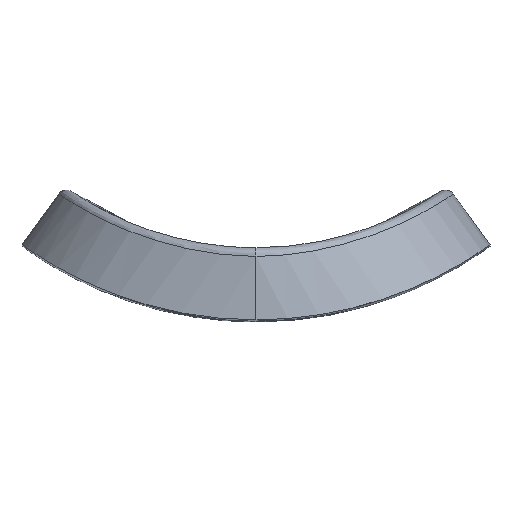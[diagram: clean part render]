
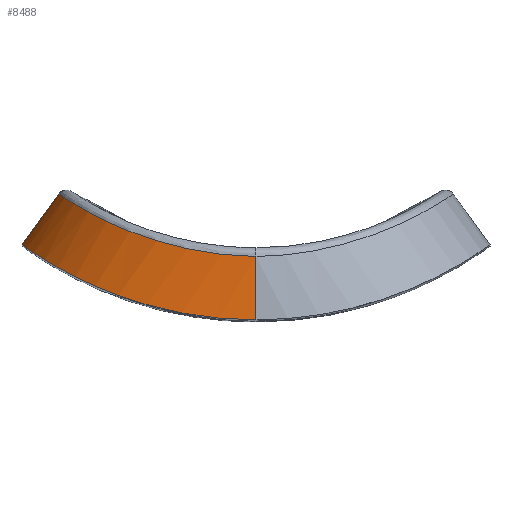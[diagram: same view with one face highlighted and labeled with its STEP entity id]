
A CAD part, top view. The second image highlights one B-rep face of the part: STEP entity #8488.
In plain terms, the highlighted cylindrical face has radius 12 mm (diameter 24 mm), a partial arc.
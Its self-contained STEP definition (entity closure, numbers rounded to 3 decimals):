
#17 = CARTESIAN_POINT ( 'NONE',  ( -10.127, 6.471, 20.738 ) ) ;
#360 = CARTESIAN_POINT ( 'NONE',  ( -11.645, 3.617, 23.226 ) ) ;
#377 = CARTESIAN_POINT ( 'NONE',  ( -6.999, 4.75, 28.546 ) ) ;
#402 = CARTESIAN_POINT ( 'NONE',  ( -4.02, 0.393, 31.487 ) ) ;
#441 = CARTESIAN_POINT ( 'NONE',  ( -7.556, 1.437, 29.774 ) ) ;
#529 = EDGE_CURVE ( 'NONE', #6330, #2103, #12506, .T. ) ;
#556 = B_SPLINE_CURVE_WITH_KNOTS ( 'NONE', 3,
 ( #5312, #4446, #5361, #3434, #11446, #402, #10444, #5441, #10409, #10316, #441, #3351, #8470, #10481, #4486, #12371, #5485, #6401, #7492, #9307, #6329, #360, #2447, #7362, #1366, #4404 ),
 .UNSPECIFIED., .F., .F.,
 ( 4, 2, 2, 2, 2, 2, 2, 2, 2, 2, 2, 2, 4 ),
 ( 0., 0.002, 0.004, 0.005, 0.007, 0.009, 0.01, 0.011, 0.012, 0.015, 0.016, 0.017, 0.02 ),
 .UNSPECIFIED. ) ;
#638 = CYLINDRICAL_SURFACE ( 'NONE', #5624, 12. ) ;
#1017 = DIRECTION ( 'NONE',  ( -0.812, 0.584, 0. ) ) ;
#1345 = CARTESIAN_POINT ( 'NONE',  ( -3.524, 3.637, 30.938 ) ) ;
#1366 = CARTESIAN_POINT ( 'NONE',  ( -12., 3.868, 20.825 ) ) ;
#1503 = CARTESIAN_POINT ( 'NONE',  ( -4.477, 3.876, 30.456 ) ) ;
#1531 = VERTEX_POINT ( 'NONE', #3983 ) ;
#2103 = VERTEX_POINT ( 'NONE', #2750 ) ;
#2143 = CARTESIAN_POINT ( 'NONE',  ( -10.127, 6.471, 20. ) ) ;
#2335 = CARTESIAN_POINT ( 'NONE',  ( -7.67, 5.06, 27.735 ) ) ;
#2447 = CARTESIAN_POINT ( 'NONE',  ( -11.729, 3.676, 22.831 ) ) ;
#2462 = CARTESIAN_POINT ( 'NONE',  ( 0., 3.246, 31.849 ) ) ;
#2504 = FACE_OUTER_BOUND ( 'NONE', #8838, .T. ) ;
#2750 = CARTESIAN_POINT ( 'NONE',  ( -10.127, 6.471, 20. ) ) ;
#3123 = EDGE_CURVE ( 'NONE', #1531, #2103, #5776, .T. ) ;
#3351 = CARTESIAN_POINT ( 'NONE',  ( -8.164, 1.688, 29.284 ) ) ;
#3370 = CARTESIAN_POINT ( 'NONE',  ( -8.276, 5.363, 26.863 ) ) ;
#3434 = CARTESIAN_POINT ( 'NONE',  ( -2.837, 0.193, 31.76 ) ) ;
#3451 = CARTESIAN_POINT ( 'NONE',  ( -0.366, 3.252, 31.801 ) ) ;
#3540 = CARTESIAN_POINT ( 'NONE',  ( -6.502, 4.542, 29.034 ) ) ;
#3929 = CARTESIAN_POINT ( 'NONE',  ( 0., 2.172, 31.95 ) ) ;
#3936 = CARTESIAN_POINT ( 'NONE',  ( 9.742, 13.543, 20. ) ) ;
#3983 = CARTESIAN_POINT ( 'NONE',  ( 0., 3.246, 31.849 ) ) ;
#4404 = CARTESIAN_POINT ( 'NONE',  ( -12., 3.868, 20. ) ) ;
#4446 = CARTESIAN_POINT ( 'NONE',  ( -0.824, 0., 32. ) ) ;
#4486 = CARTESIAN_POINT ( 'NONE',  ( -9.248, 2.197, 28.179 ) ) ;
#4640 = VECTOR ( 'NONE', #5071, 1000. ) ;
#4848 = CARTESIAN_POINT ( 'NONE',  ( -9.906, 6.323, 22.538 ) ) ;
#5071 = DIRECTION ( 'NONE',  ( 0.584, 0.812, 0. ) ) ;
#5155 = CARTESIAN_POINT ( 'NONE',  ( -9.839, 6.871, 20. ) ) ;
#5312 = CARTESIAN_POINT ( 'NONE',  ( 0., 0., 32. ) ) ;
#5361 = CARTESIAN_POINT ( 'NONE',  ( -1.637, 0.049, 31.944 ) ) ;
#5377 = CARTESIAN_POINT ( 'NONE',  ( -8.458, 5.46, 26.561 ) ) ;
#5441 = CARTESIAN_POINT ( 'NONE',  ( -5.533, 0.744, 30.969 ) ) ;
#5485 = CARTESIAN_POINT ( 'NONE',  ( -9.953, 2.569, 27.238 ) ) ;
#5502 = CARTESIAN_POINT ( 'NONE',  ( -5.389, 4.147, 29.896 ) ) ;
#5624 = AXIS2_PLACEMENT_3D ( 'NONE', #3936, #8917, #1017 ) ;
#5776 = B_SPLINE_CURVE_WITH_KNOTS ( 'NONE', 3,
 ( #2462, #3451, #11465, #12437, #6463, #11543, #1345, #1503, #8371, #5502, #9550, #3540, #377, #2335, #9369, #3370, #5377, #12388, #6381, #7381, #10888, #9972, #4848, #6862, #17, #2143 ),
 .UNSPECIFIED., .F., .F.,
 ( 4, 2, 2, 2, 2, 2, 2, 2, 2, 2, 2, 2, 4 ),
 ( 0., 0.001, 0.002, 0.004, 0.006, 0.007, 0.009, 0.01, 0.011, 0.013, 0.014, 0.015, 0.018 ),
 .UNSPECIFIED. ) ;
#5913 = ORIENTED_EDGE ( 'NONE', *, *, #12005, .T. ) ;
#6329 = CARTESIAN_POINT ( 'NONE',  ( -11.44, 3.478, 24.008 ) ) ;
#6330 = VERTEX_POINT ( 'NONE', #12549 ) ;
#6381 = CARTESIAN_POINT ( 'NONE',  ( -9.236, 5.901, 24.978 ) ) ;
#6401 = CARTESIAN_POINT ( 'NONE',  ( -10.57, 2.921, 26.234 ) ) ;
#6463 = CARTESIAN_POINT ( 'NONE',  ( -1.805, 3.362, 31.504 ) ) ;
#6862 = CARTESIAN_POINT ( 'NONE',  ( -10.071, 6.433, 21.465 ) ) ;
#7233 = CARTESIAN_POINT ( 'NONE',  ( 0., 0., 32. ) ) ;
#7362 = CARTESIAN_POINT ( 'NONE',  ( -11.932, 3.818, 21.636 ) ) ;
#7381 = CARTESIAN_POINT ( 'NONE',  ( -9.572, 6.108, 23.949 ) ) ;
#7492 = CARTESIAN_POINT ( 'NONE',  ( -10.909, 3.132, 25.523 ) ) ;
#8371 = CARTESIAN_POINT ( 'NONE',  ( -4.787, 3.963, 30.28 ) ) ;
#8470 = CARTESIAN_POINT ( 'NONE',  ( -8.451, 1.816, 29.024 ) ) ;
#8488 = ADVANCED_FACE ( 'NONE', ( #2504 ), #638, .T. ) ;
#8838 = EDGE_LOOP ( 'NONE', ( #5913, #9205, #11792, #12039 ) ) ;
#8917 = DIRECTION ( 'NONE',  ( 0.584, 0.812, 0. ) ) ;
#8933 = VERTEX_POINT ( 'NONE', #7233 ) ;
#8957 = CARTESIAN_POINT ( 'NONE',  ( 0., 3.246, 31.849 ) ) ;
#8966 =( BOUNDED_CURVE ( )  B_SPLINE_CURVE ( 3, ( #9639, #11757, #3929, #8957 ),
 .UNSPECIFIED., .F., .F. ) 
 B_SPLINE_CURVE_WITH_KNOTS ( ( 4, 4 ),
 ( 4.712, 4.871 ),
 .UNSPECIFIED. ) 
 CURVE ( )  GEOMETRIC_REPRESENTATION_ITEM ( )  RATIONAL_B_SPLINE_CURVE ( ( 1., 0.998, 0.998, 1. ) ) 
 REPRESENTATION_ITEM ( '' )  );
#9002 = EDGE_CURVE ( 'NONE', #8933, #6330, #556, .T. ) ;
#9205 = ORIENTED_EDGE ( 'NONE', *, *, #3123, .T. ) ;
#9307 = CARTESIAN_POINT ( 'NONE',  ( -11.319, 3.398, 24.396 ) ) ;
#9369 = CARTESIAN_POINT ( 'NONE',  ( -7.883, 5.163, 27.45 ) ) ;
#9550 = CARTESIAN_POINT ( 'NONE',  ( -5.678, 4.244, 29.69 ) ) ;
#9639 = CARTESIAN_POINT ( 'NONE',  ( 0., 0., 32. ) ) ;
#9972 = CARTESIAN_POINT ( 'NONE',  ( -9.837, 6.278, 22.893 ) ) ;
#10316 = CARTESIAN_POINT ( 'NONE',  ( -7.234, 1.312, 30.004 ) ) ;
#10409 = CARTESIAN_POINT ( 'NONE',  ( -6.24, 0.957, 30.63 ) ) ;
#10444 = CARTESIAN_POINT ( 'NONE',  ( -4.408, 0.475, 31.37 ) ) ;
#10481 = CARTESIAN_POINT ( 'NONE',  ( -8.993, 2.07, 28.471 ) ) ;
#10888 = CARTESIAN_POINT ( 'NONE',  ( -9.671, 6.171, 23.598 ) ) ;
#11446 = CARTESIAN_POINT ( 'NONE',  ( -3.233, 0.252, 31.681 ) ) ;
#11465 = CARTESIAN_POINT ( 'NONE',  ( -0.729, 3.269, 31.741 ) ) ;
#11543 = CARTESIAN_POINT ( 'NONE',  ( -2.856, 3.505, 31.197 ) ) ;
#11757 = CARTESIAN_POINT ( 'NONE',  ( 0., 1.088, 32. ) ) ;
#11792 = ORIENTED_EDGE ( 'NONE', *, *, #529, .F. ) ;
#12005 = EDGE_CURVE ( 'NONE', #8933, #1531, #8966, .T. ) ;
#12039 = ORIENTED_EDGE ( 'NONE', *, *, #9002, .F. ) ;
#12371 = CARTESIAN_POINT ( 'NONE',  ( -9.727, 2.446, 27.564 ) ) ;
#12388 = CARTESIAN_POINT ( 'NONE',  ( -8.959, 5.735, 25.63 ) ) ;
#12437 = CARTESIAN_POINT ( 'NONE',  ( -1.448, 3.324, 31.593 ) ) ;
#12506 = LINE ( 'NONE', #5155, #4640 ) ;
#12549 = CARTESIAN_POINT ( 'NONE',  ( -12., 3.868, 20. ) ) ;
